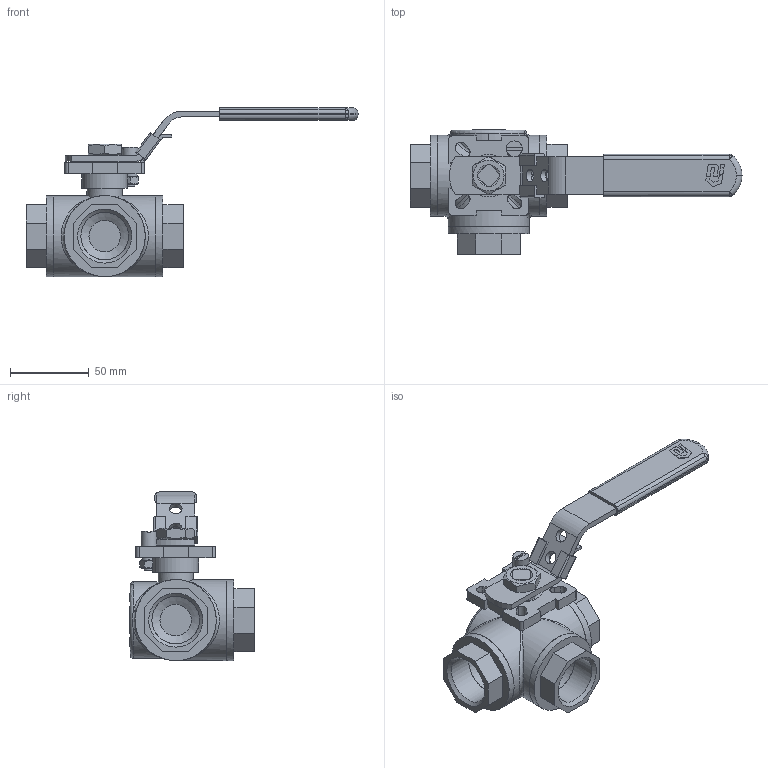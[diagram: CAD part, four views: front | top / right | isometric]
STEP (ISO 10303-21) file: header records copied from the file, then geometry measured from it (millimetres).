
FILE_DESCRIPTION(('HOOPS Exchange Step'),'2;1');
FILE_NAME('GK09_DN25.stp','2025-12-04T16:57:37+01:00',('nieru'),('Unknown organisation'),'HOOPS Exchange 2024.2','HOOPS Exchange','Unknown authorisation');
FILE_SCHEMA( ('AP203_CONFIGURATION_CONTROLLED_3D_DESIGN_OF_MECHANICAL_PARTS_AND_ASSEMBLIES_MIM_LF') );
Length unit declared in the file: millimetre
Products named in the file (2): 0; root
Assembly tree (1 placements, depth 2):
  root
    0
Bounding box: 211 x 79.3 x 107.55 mm (x, y, z)
Volume: 248884.1 mm3; surface area: 74924.1 mm2
Topology: 13 solids, 13 shells, 536 faces, 1472 edges, 992 vertices
Faces by surface type: plane 304, bspline 116, cylinder 89, cone 14, sphere 8, torus 5
Full cylindrical faces by diameter (mm): 4.917 x1, 6 x1, 8 x2, 9 x1, 10 x1, 11.835 x1, 14 x1, 22.5 x1, 27 x1, 29 x1, 30.291 x6, 51.5 x5
Entity records: 42912 total; most frequent: CARTESIAN_POINT 30242, ORIENTED_EDGE 2940, DIRECTION 1930, EDGE_CURVE 1470, VERTEX_POINT 992, VECTOR 890, LINE 890, EDGE_LOOP 594
